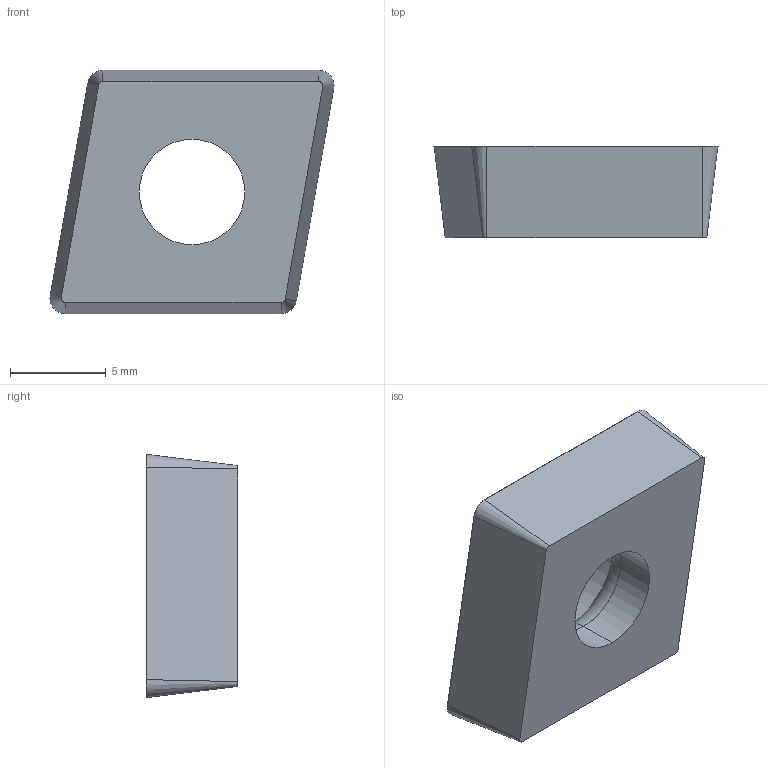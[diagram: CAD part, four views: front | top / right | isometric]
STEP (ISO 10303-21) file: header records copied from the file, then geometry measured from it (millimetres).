
FILE_DESCRIPTION (( 'STEP AP203' ), '1' );
FILE_NAME ('H00.600.401.128.STEP', '2024-08-08T14:20:32', ( '' ), ( '' ), 'SwSTEP 2.0', 'SolidWorks 2022', '' );
FILE_SCHEMA (( 'CONFIG_CONTROL_DESIGN' ));
Length unit declared in the file: millimetre
Products named in the file (1): H00.600.401.128
Bounding box: 14.83 x 4.76 x 12.7 mm (x, y, z)
Volume: 535.4 mm3; surface area: 573.6 mm2
Topology: 1 solids, 1 shells, 47 faces, 118 edges, 70 vertices
Faces by surface type: plane 15, cone 12, bspline 12, cylinder 4, torus 4
Entity records: 1629 total; most frequent: CARTESIAN_POINT 538, ORIENTED_EDGE 228, DIRECTION 188, EDGE_CURVE 114, VERTEX_POINT 70, AXIS2_PLACEMENT_3D 70, EDGE_LOOP 50, VECTOR 48
